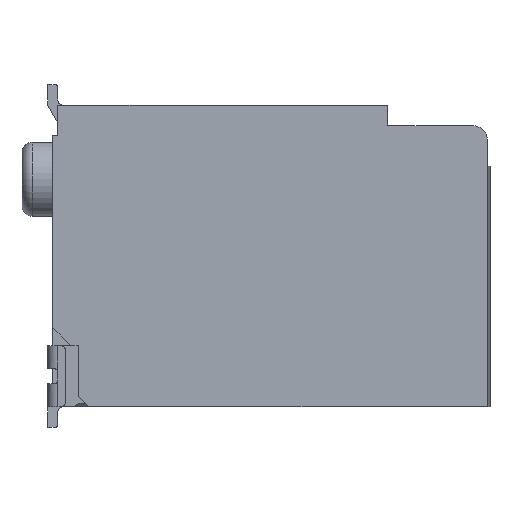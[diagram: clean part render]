
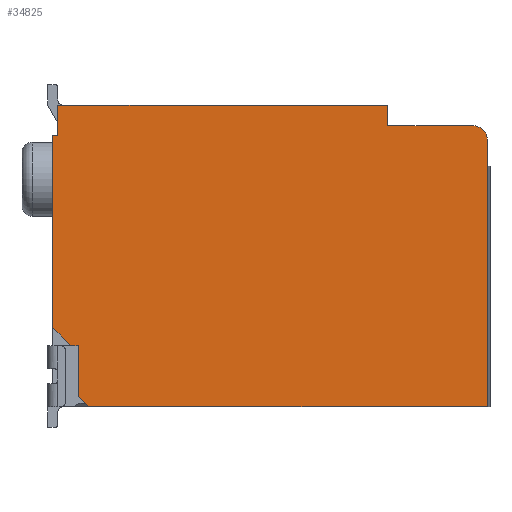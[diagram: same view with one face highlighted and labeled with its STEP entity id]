
A CAD part, front view. The second image highlights one B-rep face of the part: STEP entity #34825.
In plain terms, the highlighted planar face has unit normal (0, -1, 0).
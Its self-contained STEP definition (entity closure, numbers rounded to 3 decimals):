
#5=DIRECTION('',(0.,0.,-1.));
#6=VECTOR('',#5,3.75);
#7=CARTESIAN_POINT('',(0.,-10.925,2.35));
#8=LINE('',#7,#6);
#410=DIRECTION('',(1.,0.,0.));
#411=VECTOR('',#410,7.8);
#412=CARTESIAN_POINT('',(0.7,-10.925,-2.95));
#413=LINE('',#412,#411);
#7445=CARTESIAN_POINT('',(8.21,-10.925,2.26));
#7446=DIRECTION('',(0.,-1.,0.));
#7447=DIRECTION('',(1.,0.,0.));
#7448=AXIS2_PLACEMENT_3D('',#7445,#7446,#7447);
#7450=DIRECTION('',(0.707,0.,-0.707));
#7451=VECTOR('',#7450,0.283);
#7452=CARTESIAN_POINT('',(0.5,-10.925,-2.75));
#7453=LINE('',#7452,#7451);
#7454=DIRECTION('',(0.,0.,1.));
#7455=VECTOR('',#7454,1.);
#7456=CARTESIAN_POINT('',(0.5,-10.925,-2.75));
#7457=LINE('',#7456,#7455);
#7458=DIRECTION('',(1.,0.,0.));
#7459=VECTOR('',#7458,0.15);
#7460=CARTESIAN_POINT('',(0.35,-10.925,-1.75));
#7461=LINE('',#7460,#7459);
#7462=DIRECTION('',(0.707,0.,-0.707));
#7463=VECTOR('',#7462,0.495);
#7464=CARTESIAN_POINT('',(0.,-10.925,-1.4));
#7465=LINE('',#7464,#7463);
#7466=DIRECTION('',(1.,0.,0.));
#7467=VECTOR('',#7466,0.1);
#7468=CARTESIAN_POINT('',(0.,-10.925,2.35));
#7469=LINE('',#7468,#7467);
#7470=DIRECTION('',(0.,0.,-1.));
#7471=VECTOR('',#7470,0.6);
#7472=CARTESIAN_POINT('',(0.1,-10.925,2.95));
#7473=LINE('',#7472,#7471);
#7474=DIRECTION('',(1.,0.,0.));
#7475=VECTOR('',#7474,6.45);
#7476=CARTESIAN_POINT('',(0.1,-10.925,2.95));
#7477=LINE('',#7476,#7475);
#7478=DIRECTION('',(0.,0.,-1.));
#7479=VECTOR('',#7478,0.4);
#7480=CARTESIAN_POINT('',(6.55,-10.925,2.95));
#7481=LINE('',#7480,#7479);
#7482=DIRECTION('',(1.,0.,0.));
#7483=VECTOR('',#7482,1.66);
#7484=CARTESIAN_POINT('',(6.55,-10.925,2.55));
#7485=LINE('',#7484,#7483);
#11303=DIRECTION('',(0.,0.,-1.));
#11304=VECTOR('',#11303,5.21);
#11305=CARTESIAN_POINT('',(8.5,-10.925,2.26));
#11306=LINE('',#11305,#11304);
#20099=CARTESIAN_POINT('',(6.55,-10.925,2.95));
#20100=CARTESIAN_POINT('',(6.55,-10.925,2.55));
#20101=VERTEX_POINT('',#20099);
#20102=VERTEX_POINT('',#20100);
#20177=CARTESIAN_POINT('',(0.5,-10.925,-1.75));
#20179=VERTEX_POINT('',#20177);
#20181=CARTESIAN_POINT('',(0.,-10.925,-1.4));
#20183=VERTEX_POINT('',#20181);
#20185=CARTESIAN_POINT('',(0.35,-10.925,-1.75));
#20186=VERTEX_POINT('',#20185);
#20200=CARTESIAN_POINT('',(0.,-10.925,2.35));
#20202=VERTEX_POINT('',#20200);
#20207=CARTESIAN_POINT('',(0.1,-10.925,2.95));
#20208=CARTESIAN_POINT('',(0.1,-10.925,2.35));
#20209=VERTEX_POINT('',#20207);
#20210=VERTEX_POINT('',#20208);
#20289=CARTESIAN_POINT('',(0.5,-10.925,-2.75));
#20290=CARTESIAN_POINT('',(0.7,-10.925,-2.95));
#20291=VERTEX_POINT('',#20289);
#20292=VERTEX_POINT('',#20290);
#20763=CARTESIAN_POINT('',(8.5,-10.925,-2.95));
#20764=VERTEX_POINT('',#20763);
#20767=CARTESIAN_POINT('',(8.5,-10.925,2.26));
#20768=CARTESIAN_POINT('',(8.21,-10.925,2.55));
#20769=VERTEX_POINT('',#20767);
#20770=VERTEX_POINT('',#20768);
#34797=CARTESIAN_POINT('',(0.,-10.925,2.95));
#34798=DIRECTION('',(0.,-1.,0.));
#34799=DIRECTION('',(0.,0.,-1.));
#34800=AXIS2_PLACEMENT_3D('',#34797,#34798,#34799);
#34801=PLANE('',#34800);
#34803=ORIENTED_EDGE('',*,*,#34802,.F.);
#34805=ORIENTED_EDGE('',*,*,#34804,.T.);
#34806=ORIENTED_EDGE('',*,*,#26698,.F.);
#34808=ORIENTED_EDGE('',*,*,#34807,.F.);
#34810=ORIENTED_EDGE('',*,*,#34809,.T.);
#34812=ORIENTED_EDGE('',*,*,#34811,.F.);
#34814=ORIENTED_EDGE('',*,*,#34813,.F.);
#34815=ORIENTED_EDGE('',*,*,#26373,.F.);
#34816=ORIENTED_EDGE('',*,*,#26556,.T.);
#34817=ORIENTED_EDGE('',*,*,#34561,.F.);
#34818=ORIENTED_EDGE('',*,*,#34391,.T.);
#34820=ORIENTED_EDGE('',*,*,#34819,.T.);
#34822=ORIENTED_EDGE('',*,*,#34821,.T.);
#34823=EDGE_LOOP('',(#34803,#34805,#34806,#34808,#34810,#34812,#34814,#34815,
#34816,#34817,#34818,#34820,#34822));
#34824=FACE_OUTER_BOUND('',#34823,.F.);
#7449=CIRCLE('',#7448,0.29);
#26373=EDGE_CURVE('',#20202,#20183,#8,.T.);
#26556=EDGE_CURVE('',#20202,#20210,#7469,.T.);
#26698=EDGE_CURVE('',#20292,#20764,#413,.T.);
#34391=EDGE_CURVE('',#20209,#20101,#7477,.T.);
#34561=EDGE_CURVE('',#20209,#20210,#7473,.T.);
#34802=EDGE_CURVE('',#20769,#20770,#7449,.T.);
#34804=EDGE_CURVE('',#20769,#20764,#11306,.T.);
#34807=EDGE_CURVE('',#20291,#20292,#7453,.T.);
#34809=EDGE_CURVE('',#20291,#20179,#7457,.T.);
#34811=EDGE_CURVE('',#20186,#20179,#7461,.T.);
#34813=EDGE_CURVE('',#20183,#20186,#7465,.T.);
#34819=EDGE_CURVE('',#20101,#20102,#7481,.T.);
#34821=EDGE_CURVE('',#20102,#20770,#7485,.T.);
#34825=ADVANCED_FACE('',(#34824),#34801,.T.);
